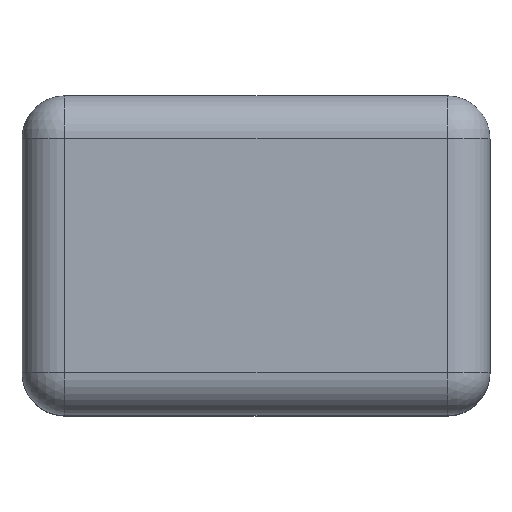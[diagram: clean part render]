
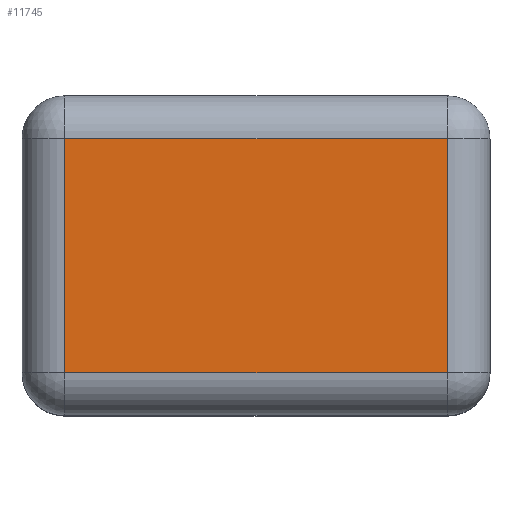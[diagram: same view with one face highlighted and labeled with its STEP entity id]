
A CAD part, front view. The second image highlights one B-rep face of the part: STEP entity #11745.
In plain terms, the highlighted planar face has unit normal (0, -1, 0).
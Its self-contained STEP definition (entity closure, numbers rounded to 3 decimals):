
#29 = CARTESIAN_POINT ( 'NONE',  ( 357.837, -24.472, 0. ) ) ;
#534 = VERTEX_POINT ( 'NONE', #23755 ) ;
#1639 = DIRECTION ( 'NONE',  ( 0., 0., 1. ) ) ;
#1987 = VERTEX_POINT ( 'NONE', #148756 ) ;
#4297 = DIRECTION ( 'NONE',  ( -1., 0., 0. ) ) ;
#11745 = ADVANCED_FACE ( 'NONE', ( #80416 ), #91707, .T. ) ;
#14306 = CARTESIAN_POINT ( 'NONE',  ( -357.837, -24.472, -218.936 ) ) ;
#19460 = DIRECTION ( 'NONE',  ( 0., -1., 0. ) ) ;
#19794 = CARTESIAN_POINT ( 'NONE',  ( -357.837, -24.472, -298.936 ) ) ;
#21278 = ORIENTED_EDGE ( 'NONE', *, *, #119693, .T. ) ;
#22860 = ORIENTED_EDGE ( 'NONE', *, *, #143707, .T. ) ;
#23755 = CARTESIAN_POINT ( 'NONE',  ( 357.837, -24.472, -218.936 ) ) ;
#26703 = EDGE_LOOP ( 'NONE', ( #21278, #68614, #22860, #143331 ) ) ;
#29127 = LINE ( 'NONE', #65252, #89747 ) ;
#32041 = EDGE_CURVE ( 'NONE', #93482, #1987, #29127, .T. ) ;
#37679 = LINE ( 'NONE', #29, #117389 ) ;
#46578 = VERTEX_POINT ( 'NONE', #14306 ) ;
#53964 = DIRECTION ( 'NONE',  ( 1., 0., 0. ) ) ;
#54791 = DIRECTION ( 'NONE',  ( -1., 0., 0. ) ) ;
#64694 = EDGE_CURVE ( 'NONE', #46578, #534, #78832, .T. ) ;
#65252 = CARTESIAN_POINT ( 'NONE',  ( -437.837, -24.472, 218.936 ) ) ;
#68614 = ORIENTED_EDGE ( 'NONE', *, *, #64694, .T. ) ;
#78832 = LINE ( 'NONE', #102930, #105089 ) ;
#80416 = FACE_OUTER_BOUND ( 'NONE', #26703, .T. ) ;
#81844 = CARTESIAN_POINT ( 'NONE',  ( 357.837, -24.472, 218.936 ) ) ;
#89747 = VECTOR ( 'NONE', #4297, 1000. ) ;
#91707 = PLANE ( 'NONE',  #115507 ) ;
#92826 = LINE ( 'NONE', #19794, #108561 ) ;
#93482 = VERTEX_POINT ( 'NONE', #81844 ) ;
#102930 = CARTESIAN_POINT ( 'NONE',  ( 0., -24.472, -218.936 ) ) ;
#105089 = VECTOR ( 'NONE', #53964, 1000. ) ;
#108561 = VECTOR ( 'NONE', #152239, 1000. ) ;
#115507 = AXIS2_PLACEMENT_3D ( 'NONE', #152670, #19460, #54791 ) ;
#117389 = VECTOR ( 'NONE', #1639, 1000. ) ;
#119693 = EDGE_CURVE ( 'NONE', #1987, #46578, #92826, .T. ) ;
#143331 = ORIENTED_EDGE ( 'NONE', *, *, #32041, .T. ) ;
#143707 = EDGE_CURVE ( 'NONE', #534, #93482, #37679, .T. ) ;
#148756 = CARTESIAN_POINT ( 'NONE',  ( -357.837, -24.472, 218.936 ) ) ;
#152239 = DIRECTION ( 'NONE',  ( 0., 0., -1. ) ) ;
#152670 = CARTESIAN_POINT ( 'NONE',  ( 0., -24.472, 0. ) ) ;
